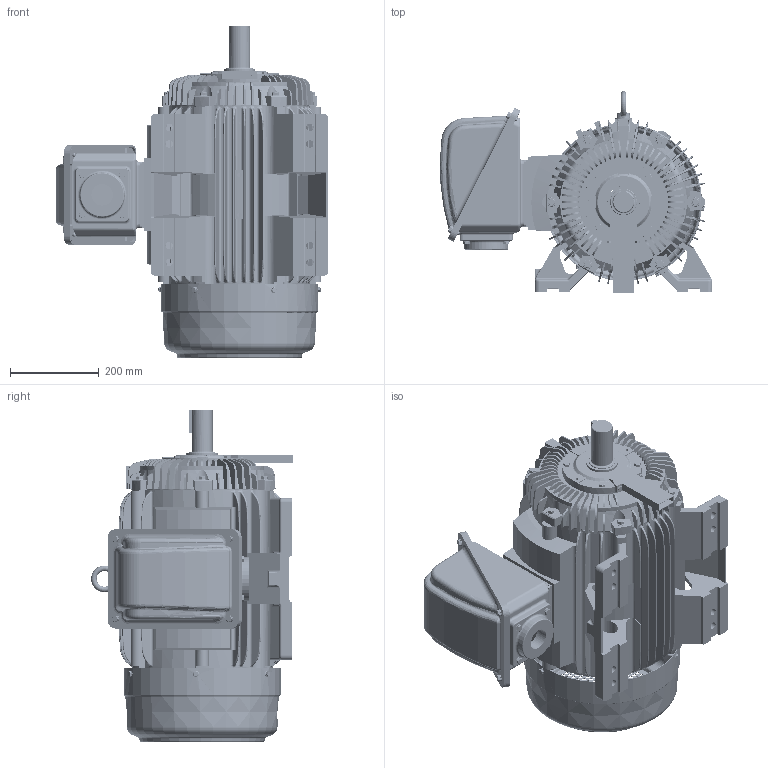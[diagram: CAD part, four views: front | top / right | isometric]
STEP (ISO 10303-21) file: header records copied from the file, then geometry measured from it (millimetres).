
FILE_DESCRIPTION(('CATIA V5 STEP Exchange'),'2;1');
FILE_NAME('AEHH8N 324TS(X) TWMI.stp','2021-05-31T02:31:07+00:00',('none'),('none'),'Unofficial Packaging Version','CATIA V5 STEP AP203','none');
FILE_SCHEMA(('CONFIG_CONTROL_DESIGN'));
Length unit declared in the file: millimetre
Products named in the file (1): AEHH8N 324TS(X) TWMI
Bounding box: 614.49 x 455.55 x 749.05 mm (x, y, z)
Volume: 12739283.2 mm3; surface area: 3274967.3 mm2
Topology: 9 solids, 27 shells, 6209 faces, 17611 edges, 11604 vertices
Faces by surface type: plane 2488, cylinder 2291, bspline 730, cone 384, torus 308, sphere 8
Entity records: 244498 total; most frequent: CARTESIAN_POINT 97712, ORIENTED_EDGE 35138, DIRECTION 22698, EDGE_CURVE 17569, VERTEX_POINT 11604, AXIS2_PLACEMENT_3D 8955, VECTOR 8315, LINE 8315
